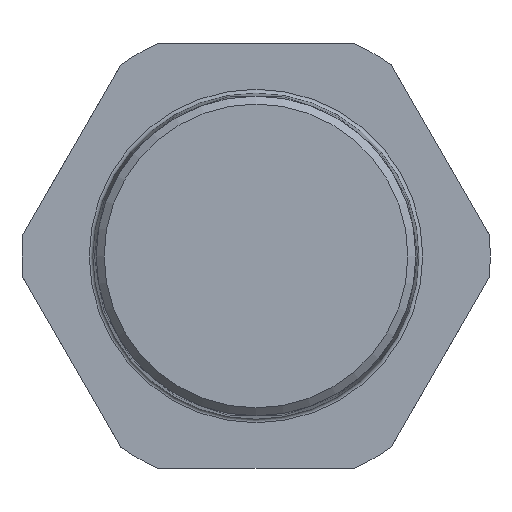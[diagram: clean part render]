
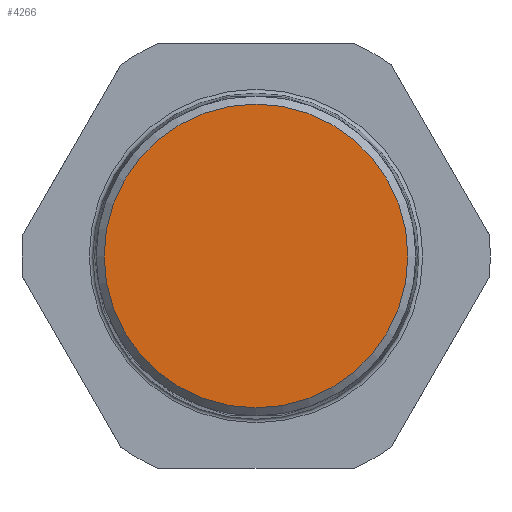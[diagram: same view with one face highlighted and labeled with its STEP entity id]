
A CAD part, left-side view. The second image highlights one B-rep face of the part: STEP entity #4266.
In plain terms, the highlighted planar face has unit normal (-1, 0, 0).
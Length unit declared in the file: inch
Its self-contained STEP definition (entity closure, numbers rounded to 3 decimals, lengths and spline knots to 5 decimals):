
#687=FACE_OUTER_BOUND('',#922,.T.);
#922=EDGE_LOOP('',(#2602));
#1166=CIRCLE('',#4529,0.77396);
#1486=VERTEX_POINT('',#6347);
#1937=EDGE_CURVE('',#1486,#1486,#1166,.T.);
#2602=ORIENTED_EDGE('',*,*,#1937,.F.);
#3932=PLANE('',#4528);
#4266=ADVANCED_FACE('',(#687),#3932,.T.);
#4528=AXIS2_PLACEMENT_3D('',#6346,#5079,#5080);
#4529=AXIS2_PLACEMENT_3D('',#6348,#5081,#5082);
#5079=DIRECTION('center_axis',(-1.,0.,0.));
#5080=DIRECTION('ref_axis',(0.,0.,
-1.));
#5081=DIRECTION('center_axis',(1.,0.,0.));
#5082=DIRECTION('ref_axis',(0.,1.,0.));
#6346=CARTESIAN_POINT('Origin',(-1.03878,-0.81333,0.));
#6347=CARTESIAN_POINT('',(-1.03878,-0.77396,0.));
#6348=CARTESIAN_POINT('Origin',(-1.03878,0.,
0.));
